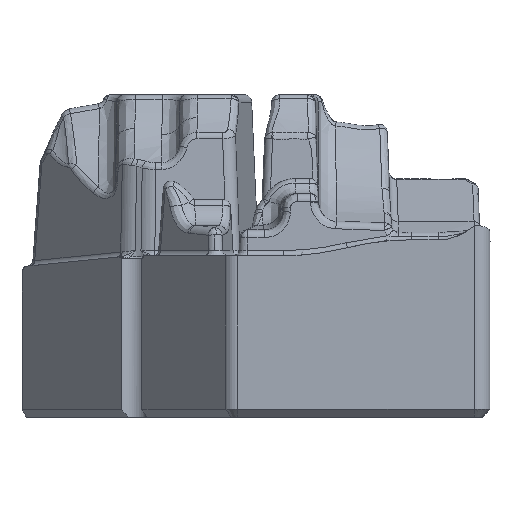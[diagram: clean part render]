
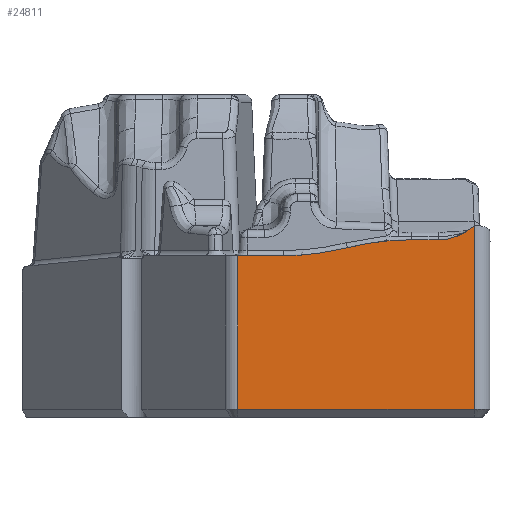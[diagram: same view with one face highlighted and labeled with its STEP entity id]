
A CAD part, front view. The second image highlights one B-rep face of the part: STEP entity #24811.
In plain terms, the highlighted planar face has unit normal (0, -1, 0).
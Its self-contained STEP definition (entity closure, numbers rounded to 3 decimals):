
#20262=CARTESIAN_POINT('Vertex',(228.,-29.,-57.172)) ;
#20278=CARTESIAN_POINT('Vertex',(227.035,-29.,-57.772)) ;
#20282=CARTESIAN_POINT('Control Point',(227.035,-29.,-57.772)) ;
#20283=CARTESIAN_POINT('Control Point',(227.258,-29.,-57.589)) ;
#20284=CARTESIAN_POINT('Control Point',(227.49,-29.,-57.43)) ;
#20285=CARTESIAN_POINT('Control Point',(227.736,-29.,-57.291)) ;
#20286=CARTESIAN_POINT('Control Point',(228.,-29.,-57.172)) ;
#20306=CARTESIAN_POINT('Vertex',(214.272,-29.,-62.341)) ;
#20309=CARTESIAN_POINT('Axis2P3D Location',(214.272,-29.,-42.231)) ;
#20330=CARTESIAN_POINT('Vertex',(204.117,-29.,-62.341)) ;
#20333=CARTESIAN_POINT('Line Origine',(209.194,-29.,-62.341)) ;
#20354=CARTESIAN_POINT('Vertex',(179.672,-29.,-65.358)) ;
#20357=CARTESIAN_POINT('Axis2P3D Location',(204.117,-29.,-162.891)) ;
#22407=CARTESIAN_POINT('Vertex',(155.228,-29.,-68.374)) ;
#22411=CARTESIAN_POINT('Control Point',(179.672,-29.,-65.358)) ;
#22412=CARTESIAN_POINT('Control Point',(171.689,-29.,-67.358)) ;
#22413=CARTESIAN_POINT('Control Point',(163.459,-29.,-68.374)) ;
#22414=CARTESIAN_POINT('Control Point',(155.228,-29.,-68.374)) ;
#24747=CARTESIAN_POINT('Line Origine',(228.,-29.,-80.)) ;
#24751=CARTESIAN_POINT('Vertex',(228.,-29.,-127.)) ;
#24776=CARTESIAN_POINT('Axis2P3D Location',(228.,-29.,-130.)) ;
#24781=CARTESIAN_POINT('Line Origine',(182.899,-29.,-127.)) ;
#24785=CARTESIAN_POINT('Vertex',(137.798,-29.,-127.)) ;
#24788=CARTESIAN_POINT('Line Origine',(146.513,-29.,-68.374)) ;
#24792=CARTESIAN_POINT('Vertex',(137.798,-29.,-68.374)) ;
#24795=CARTESIAN_POINT('Line Origine',(137.798,-29.,-97.687)) ;
#20310=DIRECTION('Axis2P3D Direction',(0.,1.,0.)) ;
#20334=DIRECTION('Vector Direction',(-1.,0.,0.)) ;
#20358=DIRECTION('Axis2P3D Direction',(0.,1.,0.)) ;
#24748=DIRECTION('Vector Direction',(0.,0.,1.)) ;
#24777=DIRECTION('Axis2P3D Direction',(0.,1.,-0.)) ;
#24778=DIRECTION('Axis2P3D XDirection',(-1.,0.,0.)) ;
#24782=DIRECTION('Vector Direction',(1.,0.,0.)) ;
#24789=DIRECTION('Vector Direction',(1.,0.,0.)) ;
#24796=DIRECTION('Vector Direction',(0.,0.,1.)) ;
#20311=AXIS2_PLACEMENT_3D('Circle Axis2P3D',#20309,#20310,$) ;
#20359=AXIS2_PLACEMENT_3D('Circle Axis2P3D',#20357,#20358,$) ;
#24779=AXIS2_PLACEMENT_3D('Plane Axis2P3D',#24776,#24777,#24778) ;
#24801=ORIENTED_EDGE('',*,*,#24787,.T.) ;
#24802=ORIENTED_EDGE('',*,*,#24753,.F.) ;
#24803=ORIENTED_EDGE('',*,*,#20287,.F.) ;
#24804=ORIENTED_EDGE('',*,*,#20313,.T.) ;
#24805=ORIENTED_EDGE('',*,*,#20337,.T.) ;
#24806=ORIENTED_EDGE('',*,*,#20361,.T.) ;
#24807=ORIENTED_EDGE('',*,*,#22415,.T.) ;
#24808=ORIENTED_EDGE('',*,*,#24794,.F.) ;
#24809=ORIENTED_EDGE('',*,*,#24799,.F.) ;
#20335=VECTOR('Line Direction',#20334,1.) ;
#24749=VECTOR('Line Direction',#24748,1.) ;
#24783=VECTOR('Line Direction',#24782,1.) ;
#24790=VECTOR('Line Direction',#24789,1.) ;
#24797=VECTOR('Line Direction',#24796,1.) ;
#24811=ADVANCED_FACE('CAS020AL00-22100-00 Original Drilled',(#24810),#24780,.F.) ;
#20281=B_SPLINE_CURVE_WITH_KNOTS('',4,(#20282,#20283,#20284,#20285,#20286),.UNSPECIFIED.,.F.,.U.,(5,5),(0.,1.682),.UNSPECIFIED.) ;
#22410=B_SPLINE_CURVE_WITH_KNOTS('',3,(#22411,#22412,#22413,#22414),.UNSPECIFIED.,.F.,.U.,(4,4),(-12.346,12.346),.UNSPECIFIED.) ;
#20312=CIRCLE('generated circle',#20311,20.11) ;
#20360=CIRCLE('generated circle',#20359,100.55) ;
#20287=EDGE_CURVE('',#20279,#20263,#20281,.T.) ;
#20313=EDGE_CURVE('',#20279,#20307,#20312,.T.) ;
#20337=EDGE_CURVE('',#20307,#20331,#20336,.T.) ;
#20361=EDGE_CURVE('',#20331,#20355,#20360,.F.) ;
#22415=EDGE_CURVE('',#20355,#22408,#22410,.T.) ;
#24753=EDGE_CURVE('',#20263,#24752,#24750,.F.) ;
#24787=EDGE_CURVE('',#24786,#24752,#24784,.T.) ;
#24794=EDGE_CURVE('',#24793,#22408,#24791,.T.) ;
#24799=EDGE_CURVE('',#24786,#24793,#24798,.T.) ;
#24800=EDGE_LOOP('',(#24801,#24802,#24803,#24804,#24805,#24806,#24807,#24808,#24809)) ;
#24810=FACE_OUTER_BOUND('',#24800,.T.) ;
#20336=LINE('Line',#20333,#20335) ;
#24750=LINE('Line',#24747,#24749) ;
#24784=LINE('Line',#24781,#24783) ;
#24791=LINE('Line',#24788,#24790) ;
#24798=LINE('Line',#24795,#24797) ;
#24780=PLANE('',#24779) ;
#20263=VERTEX_POINT('',#20262) ;
#20279=VERTEX_POINT('',#20278) ;
#20307=VERTEX_POINT('',#20306) ;
#20331=VERTEX_POINT('',#20330) ;
#20355=VERTEX_POINT('',#20354) ;
#22408=VERTEX_POINT('',#22407) ;
#24752=VERTEX_POINT('',#24751) ;
#24786=VERTEX_POINT('',#24785) ;
#24793=VERTEX_POINT('',#24792) ;
